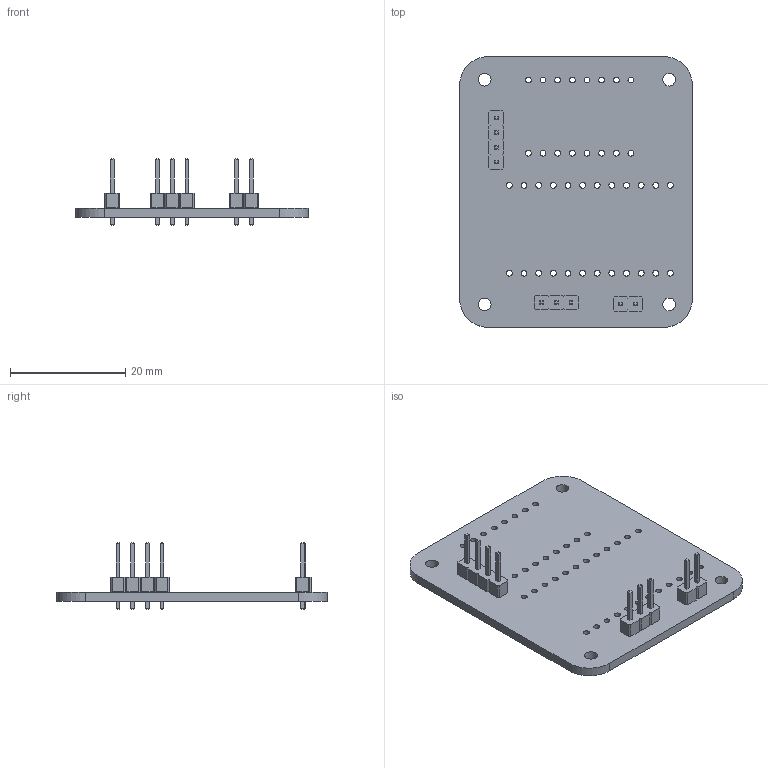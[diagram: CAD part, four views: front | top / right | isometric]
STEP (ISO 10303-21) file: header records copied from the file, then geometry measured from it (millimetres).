
FILE_DESCRIPTION(('KiCad electronic assembly'),'2;1');
FILE_NAME('orbital shaker.step','2019-10-02T13:17:03',('An Author'),( 'A Company'),'Open CASCADE STEP processor 6.8', 'KiCad to STEP converter','Unknown');
FILE_SCHEMA(('AUTOMOTIVE_DESIGN_CC2 { 1 2 10303 214 -1 1 5 4 }'));
Length unit declared in the file: millimetre
Products named in the file (8): Open CASCADE STEP translator 6.8 1; Pin_Header_Straight_1x02_Pitch2.54mm; SOLID; Pin_Header_Straight_1x04_Pitch2.54mm; Pin_Header_Straight_1x03_Pitch2.54mm; COMPOUND
Assembly tree (7 placements, depth 3):
  Open CASCADE STEP translator 6.8 1
    Pin_Header_Straight_1x02_Pitch2.54mm
      SOLID
    Pin_Header_Straight_1x04_Pitch2.54mm
      SOLID
    Pin_Header_Straight_1x03_Pitch2.54mm
      SOLID
    COMPOUND
Bounding box: 40.39 x 46.99 x 11.54 mm (x, y, z)
Volume: 3091.9 mm3; surface area: 4676 mm2
Topology: 4 solids, 4 shells, 291 faces, 723 edges, 458 vertices
Faces by surface type: plane 234, cylinder 57
Full cylindrical faces by diameter (mm): 1 x9, 1.016 x40, 2.2 x4
Entity records: 19836 total; most frequent: CARTESIAN_POINT 2926, DIRECTION 2881, LINE 1941, VECTOR 1941, ORIENTED_EDGE 1446, PCURVE 1446, DEFINITIONAL_REPRESENTATION 1446, EDGE_CURVE 723
